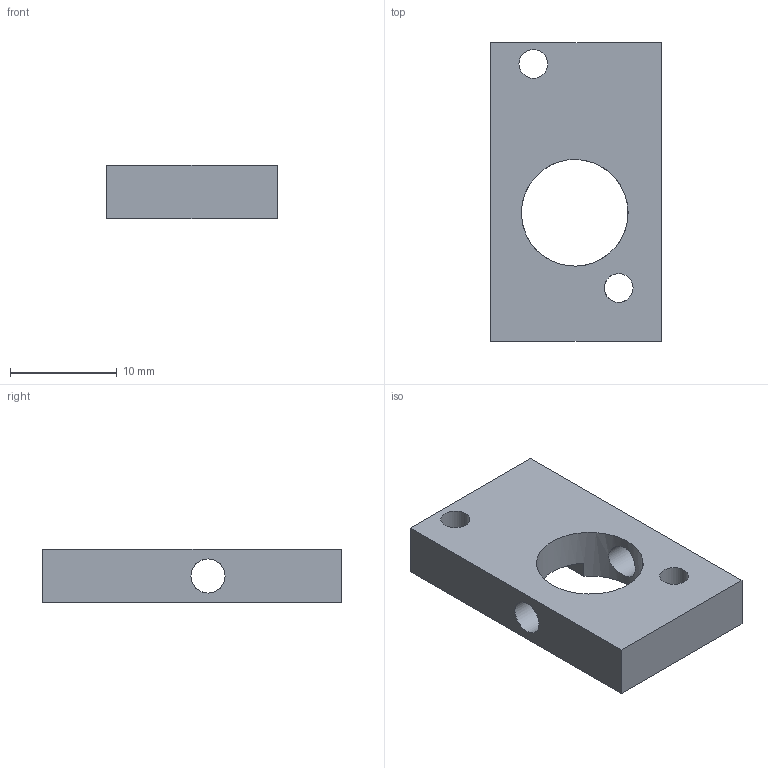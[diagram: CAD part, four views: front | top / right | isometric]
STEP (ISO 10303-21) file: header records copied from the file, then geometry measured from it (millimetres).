
FILE_DESCRIPTION(/* description */ (''),/* implementation_level */ '2;1');
FILE_NAME(/* name */ 'tapaB0.2.stp',/* time_stamp */ '2015-09-21T10:38:47+02:00',/* author */ ('Startic'),/* organization */ (''),/* preprocessor_version */ 'ST-DEVELOPER v16.1',/* originating_system */ 'Autodesk Inventor LT ',/* authorisation */ '');
FILE_SCHEMA (('AUTOMOTIVE_DESIGN { 1 0 10303 214 3 1 1 }'));
Length unit declared in the file: millimetre
Products named in the file (1): tapaB0.2
Bounding box: 16 x 28 x 5 mm (x, y, z)
Volume: 1645.3 mm3; surface area: 1457.9 mm2
Topology: 1 solids, 1 shells, 20 faces, 59 edges, 40 vertices
Faces by surface type: plane 15, cylinder 5
Full cylindrical faces by diameter (mm): 2.7 x2, 3.2 x2, 10 x1
Entity records: 716 total; most frequent: CARTESIAN_POINT 173, DIRECTION 102, ORIENTED_EDGE 100, EDGE_CURVE 50, LINE 36, VECTOR 36, VERTEX_POINT 36, EDGE_LOOP 34
